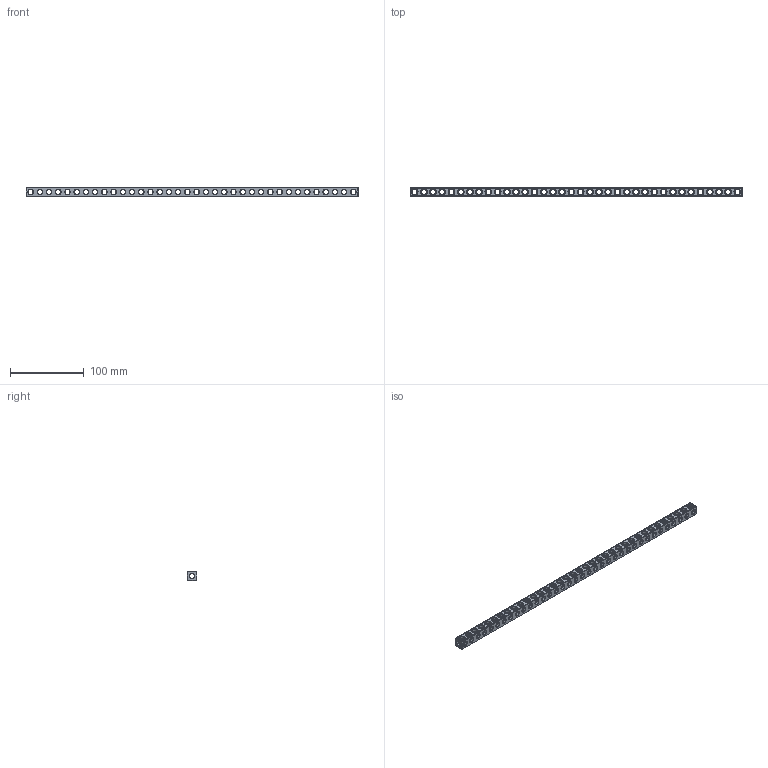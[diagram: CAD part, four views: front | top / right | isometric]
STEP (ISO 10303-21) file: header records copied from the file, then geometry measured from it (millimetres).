
FILE_DESCRIPTION(('FreeCAD Model'),'2;1');
FILE_NAME('Open CASCADE Shape Model','2021-05-30T21:12:35',( 'Paulo Kiefe'),('STEMFIE.org'),'Open CASCADE STEP processor 7.4', 'FreeCAD','Unknown');
FILE_SCHEMA(('AUTOMOTIVE_DESIGN { 1 0 10303 214 1 1 1 1 }'));
Products named in the file (1): Beam_STR_ESS_BU36x01x01_-_SPN-BEM-0073_(stemfie.org)
Bounding box: 450 x 12.5 x 12.5 mm (x, y, z)
Volume: 35143.3 mm3; surface area: 31425 mm2
Topology: 1 solids, 1 shells, 851 faces, 2770 edges, 1846 vertices
Faces by surface type: plane 370, cylinder 217, cone 146, extrusion 118
Full cylindrical faces by diameter (mm): 7 x181, 9.2 x36
Entity records: 79566 total; most frequent: CARTESIAN_POINT 27733, DIRECTION 8769, ORIENTED_EDGE 5540, PCURVE 5540, DEFINITIONAL_REPRESENTATION 5540, VECTOR 4880, LINE 4762, EDGE_CURVE 2770
